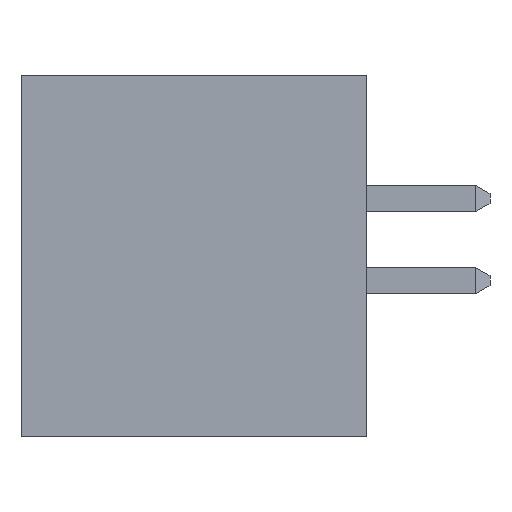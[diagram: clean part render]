
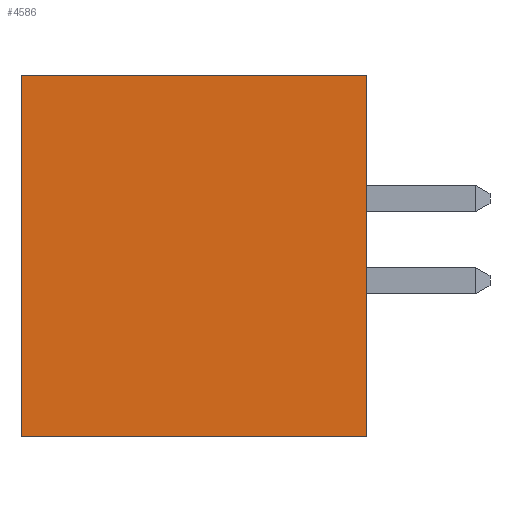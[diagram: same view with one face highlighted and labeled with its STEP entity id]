
A CAD part, left-side view. The second image highlights one B-rep face of the part: STEP entity #4586.
In plain terms, the highlighted planar face has unit normal (-1, 0, 0).
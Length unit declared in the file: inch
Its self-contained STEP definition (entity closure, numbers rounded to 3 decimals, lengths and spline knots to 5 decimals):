
#1052=ORIENTED_EDGE('',*,*,#1715,.T.);
#1053=ORIENTED_EDGE('',*,*,#1863,.F.);
#1054=ORIENTED_EDGE('',*,*,#1864,.F.);
#1055=ORIENTED_EDGE('',*,*,#1860,.T.);
#1715=EDGE_CURVE('',#2182,#2184,#2740,.T.);
#1860=EDGE_CURVE('',#2285,#2182,#2885,.T.);
#1863=EDGE_CURVE('',#2287,#2184,#2888,.T.);
#1864=EDGE_CURVE('',#2285,#2287,#2889,.T.);
#2182=VERTEX_POINT('',#6861);
#2184=VERTEX_POINT('',#6865);
#2285=VERTEX_POINT('',#7159);
#2287=VERTEX_POINT('',#7165);
#2740=LINE('',#6866,#3371);
#2885=LINE('',#7158,#3516);
#2888=LINE('',#7164,#3519);
#2889=LINE('',#7166,#3520);
#3371=VECTOR('',#5657,39.37008);
#3516=VECTOR('',#5896,39.37008);
#3519=VECTOR('',#5901,39.37008);
#3520=VECTOR('',#5902,39.37008);
#3808=EDGE_LOOP('',(#1052,#1053,#1054,#1055));
#4075=FACE_BOUND('',#3808,.T.);
#4341=PLANE('',#4874);
#4586=ADVANCED_FACE('',(#4075),#4341,.F.);
#4874=AXIS2_PLACEMENT_3D('',#7163,#5899,#5900);
#5657=DIRECTION('',(0.,0.,1.));
#5896=DIRECTION('',(0.,-1.,0.));
#5899=DIRECTION('',(1.,0.,0.));
#5900=DIRECTION('',(0.,0.,-1.));
#5901=DIRECTION('',(0.,-1.,0.));
#5902=DIRECTION('',(0.,0.,1.));
#6861=CARTESIAN_POINT('',(-0.325,0.,-0.12));
#6865=CARTESIAN_POINT('',(-0.325,0.,0.1));
#6866=CARTESIAN_POINT('',(-0.325,0.,-0.12));
#7158=CARTESIAN_POINT('',(-0.325,0.21,-0.12));
#7159=CARTESIAN_POINT('',(-0.325,0.21,-0.12));
#7163=CARTESIAN_POINT('',(-0.325,0.21,-0.12));
#7164=CARTESIAN_POINT('',(-0.325,0.21,0.1));
#7165=CARTESIAN_POINT('',(-0.325,0.21,0.1));
#7166=CARTESIAN_POINT('',(-0.325,0.21,-0.12));
